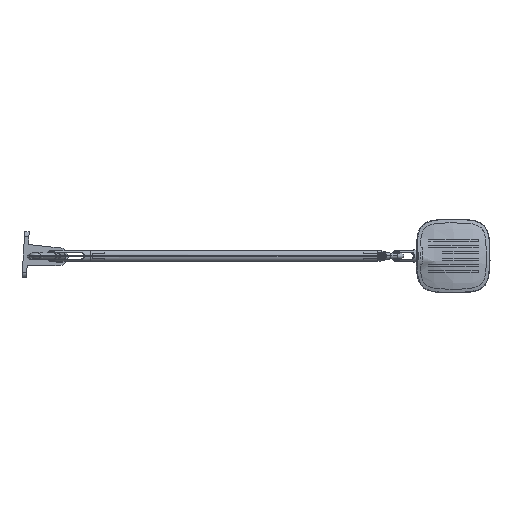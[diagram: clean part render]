
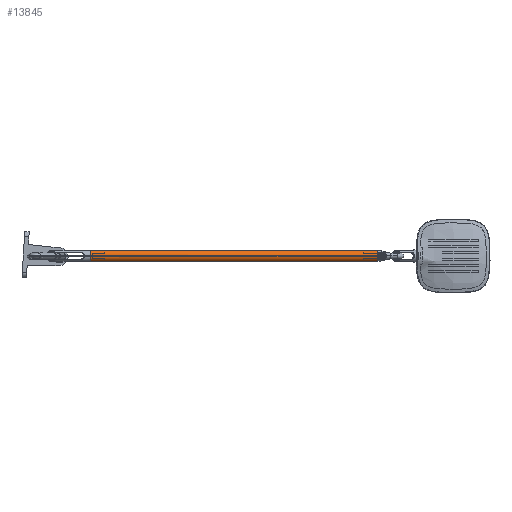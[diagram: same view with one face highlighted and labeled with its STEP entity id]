
A CAD part, top view. The second image highlights one B-rep face of the part: STEP entity #13845.
In plain terms, the highlighted cylindrical face has radius 8.5 mm (diameter 17 mm), a partial arc.
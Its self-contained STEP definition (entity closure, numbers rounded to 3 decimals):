
#1289=FACE_OUTER_BOUND('',#2115,.T.);
#2115=EDGE_LOOP('',(#10365,#10366,#10367,#10368,#10369,#10370,#10371,#10372,
#10373,#10374));
#2738=B_SPLINE_CURVE_WITH_KNOTS('',3,(#27011,#27012,#27013,#27014),
 .UNSPECIFIED.,.F.,.F.,(4,4),(0.,0.002),.UNSPECIFIED.);
#2745=B_SPLINE_CURVE_WITH_KNOTS('',3,(#27125,#27126,#27127,#27128),
 .UNSPECIFIED.,.F.,.F.,(4,4),(0.,0.002),.UNSPECIFIED.);
#3318=LINE('',#28997,#4116);
#3319=LINE('',#29000,#4117);
#4116=VECTOR('',#17127,10.);
#4117=VECTOR('',#17130,10.);
#4791=CIRCLE('',#14727,8.5);
#4867=CIRCLE('',#14855,8.5);
#4868=CIRCLE('',#14856,8.5);
#4876=CIRCLE('',#14872,8.5);
#4902=CIRCLE('',#14936,8.5);
#4903=CIRCLE('',#14938,8.5);
#5566=VERTEX_POINT('',#25720);
#5567=VERTEX_POINT('',#25727);
#5657=VERTEX_POINT('',#27010);
#5665=VERTEX_POINT('',#27117);
#5666=VERTEX_POINT('',#27124);
#5727=VERTEX_POINT('',#28143);
#5730=VERTEX_POINT('',#28192);
#5733=VERTEX_POINT('',#28277);
#5784=VERTEX_POINT('',#28996);
#5785=VERTEX_POINT('',#28998);
#7040=EDGE_CURVE('',#5566,#5567,#4791,.T.);
#7160=EDGE_CURVE('',#5566,#5657,#2738,.T.);
#7172=EDGE_CURVE('',#5665,#5666,#2745,.T.);
#7282=EDGE_CURVE('',#5666,#5727,#4867,.T.);
#7289=EDGE_CURVE('',#5730,#5657,#4868,.T.);
#7314=EDGE_CURVE('',#5733,#5665,#4876,.T.);
#7397=EDGE_CURVE('',#5567,#5733,#4902,.T.);
#7398=EDGE_CURVE('',#5784,#5730,#3318,.T.);
#7399=EDGE_CURVE('',#5785,#5784,#4903,.T.);
#7400=EDGE_CURVE('',#5727,#5785,#3319,.T.);
#10365=ORIENTED_EDGE('',*,*,#7289,.F.);
#10366=ORIENTED_EDGE('',*,*,#7398,.F.);
#10367=ORIENTED_EDGE('',*,*,#7399,.F.);
#10368=ORIENTED_EDGE('',*,*,#7400,.F.);
#10369=ORIENTED_EDGE('',*,*,#7282,.F.);
#10370=ORIENTED_EDGE('',*,*,#7172,.F.);
#10371=ORIENTED_EDGE('',*,*,#7314,.F.);
#10372=ORIENTED_EDGE('',*,*,#7397,.F.);
#10373=ORIENTED_EDGE('',*,*,#7040,.F.);
#10374=ORIENTED_EDGE('',*,*,#7160,.T.);
#12588=CYLINDRICAL_SURFACE('',#14937,8.5);
#13845=ADVANCED_FACE('',(#1289),#12588,.T.);
#14727=AXIS2_PLACEMENT_3D('',#25728,#16615,#16616);
#14855=AXIS2_PLACEMENT_3D('',#28144,#16913,#16914);
#14856=AXIS2_PLACEMENT_3D('',#28214,#16917,#16918);
#14872=AXIS2_PLACEMENT_3D('',#28506,#16957,#16958);
#14936=AXIS2_PLACEMENT_3D('',#28994,#17123,#17124);
#14937=AXIS2_PLACEMENT_3D('',#28995,#17125,#17126);
#14938=AXIS2_PLACEMENT_3D('',#28999,#17128,#17129);
#16615=DIRECTION('center_axis',(1.,0.,
-0.004));
#16616=DIRECTION('ref_axis',(0.002,-0.882,0.471));
#16913=DIRECTION('center_axis',(1.,0.,
-0.004));
#16914=DIRECTION('ref_axis',(0.002,-0.882,0.471));
#16917=DIRECTION('center_axis',(1.,0.,
-0.004));
#16918=DIRECTION('ref_axis',(0.002,-0.882,0.471));
#16957=DIRECTION('center_axis',(1.,0.,
-0.004));
#16958=DIRECTION('ref_axis',(0.002,-0.882,0.471));
#17123=DIRECTION('center_axis',(1.,0.,
-0.004));
#17124=DIRECTION('ref_axis',(0.002,-0.882,0.471));
#17125=DIRECTION('center_axis',(-1.,0.,
0.004));
#17126=DIRECTION('ref_axis',(0.002,-0.882,0.471));
#17127=DIRECTION('',(1.,0.,-0.004));
#17128=DIRECTION('center_axis',(-1.,0.,
0.004));
#17129=DIRECTION('ref_axis',(0.002,0.882,0.471));
#17130=DIRECTION('',(-1.,0.,0.004));
#25720=CARTESIAN_POINT('',(513.732,3.568,11.737));
#25727=CARTESIAN_POINT('',(513.733,3.,11.975));
#25728=CARTESIAN_POINT('Origin',(513.698,0.,4.022));
#27010=CARTESIAN_POINT('',(513.732,3.59,11.726));
#27011=CARTESIAN_POINT('Ctrl Pts',(513.732,3.568,11.737));
#27012=CARTESIAN_POINT('Ctrl Pts',(513.732,3.575,11.733));
#27013=CARTESIAN_POINT('Ctrl Pts',(513.732,3.583,11.73));
#27014=CARTESIAN_POINT('Ctrl Pts',(513.732,3.59,11.726));
#27117=CARTESIAN_POINT('',(513.732,-3.574,11.734));
#27124=CARTESIAN_POINT('',(513.732,-3.59,11.726));
#27125=CARTESIAN_POINT('Ctrl Pts',(513.732,-3.574,11.734));
#27126=CARTESIAN_POINT('Ctrl Pts',(513.732,-3.579,11.732));
#27127=CARTESIAN_POINT('Ctrl Pts',(513.732,-3.585,11.729));
#27128=CARTESIAN_POINT('Ctrl Pts',(513.732,-3.59,11.726));
#28143=CARTESIAN_POINT('',(513.716,-7.5,8.022));
#28144=CARTESIAN_POINT('Origin',(513.698,0.,4.022));
#28192=CARTESIAN_POINT('',(513.716,7.5,8.022));
#28214=CARTESIAN_POINT('Origin',(513.698,0.,4.022));
#28277=CARTESIAN_POINT('',(513.733,-3.,11.975));
#28506=CARTESIAN_POINT('Origin',(513.698,0.,4.022));
#28994=CARTESIAN_POINT('Origin',(513.698,0.,4.022));
#28995=CARTESIAN_POINT('Origin',(318.569,0.,
4.889));
#28996=CARTESIAN_POINT('',(123.457,7.5,9.756));
#28997=CARTESIAN_POINT('',(123.457,7.5,9.756));
#28998=CARTESIAN_POINT('',(123.457,-7.5,9.756));
#28999=CARTESIAN_POINT('Origin',(123.439,0.,
5.756));
#29000=CARTESIAN_POINT('',(513.716,-7.5,8.022));
